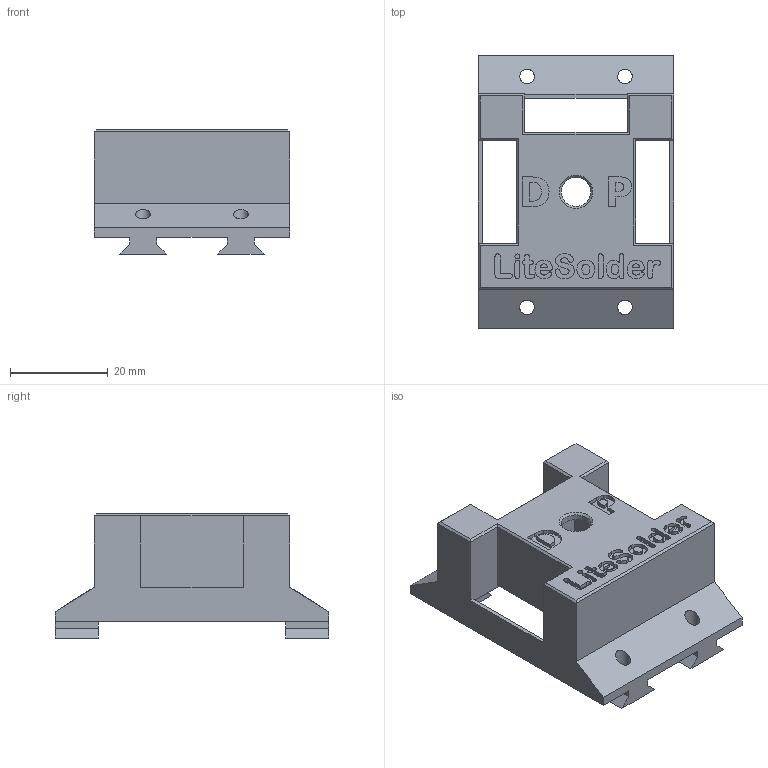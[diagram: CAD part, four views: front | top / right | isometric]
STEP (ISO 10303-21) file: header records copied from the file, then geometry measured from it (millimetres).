
FILE_DESCRIPTION(/* description */ (''),/* implementation_level */ '2;1');
FILE_NAME(/* name */ 'Switch Housing.stp',/* time_stamp */ '2019-02-17T16:27:35+01:00',/* author */ ('janbe'),/* organization */ (''),/* preprocessor_version */ 'ST-DEVELOPER v17',/* originating_system */ 'Autodesk Inventor 2019',/* authorisation */ '');
FILE_SCHEMA (('AUTOMOTIVE_DESIGN { 1 0 10303 214 3 1 1 }'));
Length unit declared in the file: millimetre
Products named in the file (1): Switch Housing
Bounding box: 40 x 56 x 25.4 mm (x, y, z)
Volume: 10064.9 mm3; surface area: 11764.5 mm2
Topology: 1 solids, 1 shells, 263 faces, 717 edges, 471 vertices
Faces by surface type: plane 139, bspline 116, cylinder 7, cone 1
Full cylindrical faces by diameter (mm): 3 x6, 6 x1
Entity records: 9069 total; most frequent: CARTESIAN_POINT 3132, ORIENTED_EDGE 1434, DIRECTION 800, EDGE_CURVE 717, VERTEX_POINT 471, LINE 466, VECTOR 466, EDGE_LOOP 294
